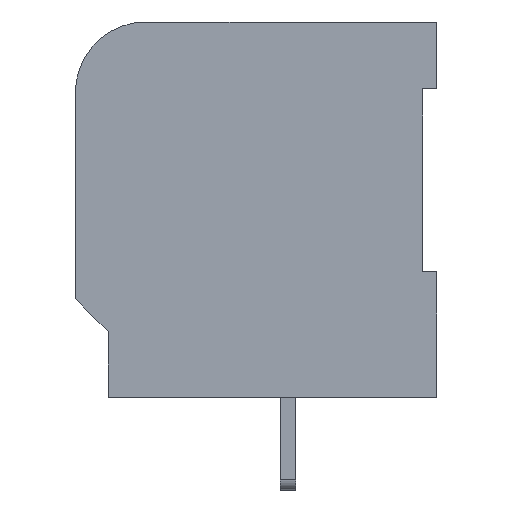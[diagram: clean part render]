
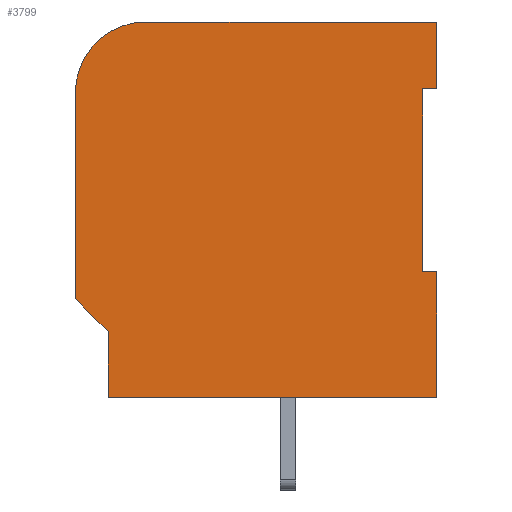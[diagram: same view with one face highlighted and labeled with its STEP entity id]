
A CAD part, left-side view. The second image highlights one B-rep face of the part: STEP entity #3799.
In plain terms, the highlighted planar face has unit normal (-1, 0, 0).
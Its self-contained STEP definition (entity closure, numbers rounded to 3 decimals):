
#72=DIRECTION('',(0.,0.,-1.));
#73=VECTOR('',#72,3.62);
#74=CARTESIAN_POINT('',(-12.04,-8.534,0.));
#75=LINE('',#74,#73);
#76=DIRECTION('',(0.,1.,0.));
#77=VECTOR('',#76,0.762);
#78=CARTESIAN_POINT('',(-12.04,-8.534,-3.62));
#79=LINE('',#78,#77);
#80=DIRECTION('',(0.,0.,-1.));
#81=VECTOR('',#80,9.906);
#82=CARTESIAN_POINT('',(-12.04,-7.772,-3.62));
#83=LINE('',#82,#81);
#84=DIRECTION('',(0.,-1.,0.));
#85=VECTOR('',#84,0.762);
#86=CARTESIAN_POINT('',(-12.04,-7.772,-13.526));
#87=LINE('',#86,#85);
#88=DIRECTION('',(0.,0.,-1.));
#89=VECTOR('',#88,6.795);
#90=CARTESIAN_POINT('',(-12.04,-8.534,-13.526));
#91=LINE('',#90,#89);
#92=DIRECTION('',(0.,1.,0.));
#93=VECTOR('',#92,17.78);
#94=CARTESIAN_POINT('',(-12.04,-8.534,-20.32));
#95=LINE('',#94,#93);
#96=DIRECTION('',(0.,0.,1.));
#97=VECTOR('',#96,3.556);
#98=CARTESIAN_POINT('',(-12.04,9.246,-20.32));
#99=LINE('',#98,#97);
#100=DIRECTION('',(0.,0.707,0.707));
#101=VECTOR('',#100,2.514);
#102=CARTESIAN_POINT('',(-12.04,9.246,-16.764));
#103=LINE('',#102,#101);
#104=DIRECTION('',(0.,0.,1.));
#105=VECTOR('',#104,11.176);
#106=CARTESIAN_POINT('',(-12.04,11.024,-14.986));
#107=LINE('',#106,#105);
#108=CARTESIAN_POINT('',(-12.04,7.214,-3.81));
#109=DIRECTION('',(1.,0.,0.));
#110=DIRECTION('',(0.,1.,0.));
#111=AXIS2_PLACEMENT_3D('',#108,#109,#110);
#113=DIRECTION('',(0.,-1.,0.));
#114=VECTOR('',#113,15.748);
#115=CARTESIAN_POINT('',(-12.04,7.214,0.));
#116=LINE('',#115,#114);
#2870=CARTESIAN_POINT('',(-12.04,7.214,0.));
#2871=CARTESIAN_POINT('',(-12.04,-8.534,0.));
#2872=VERTEX_POINT('',#2870);
#2873=VERTEX_POINT('',#2871);
#2874=CARTESIAN_POINT('',(-12.04,11.024,-14.986));
#2875=CARTESIAN_POINT('',(-12.04,11.024,-3.81));
#2876=VERTEX_POINT('',#2874);
#2877=VERTEX_POINT('',#2875);
#2878=CARTESIAN_POINT('',(-12.04,9.246,-16.764));
#2879=VERTEX_POINT('',#2878);
#2880=CARTESIAN_POINT('',(-12.04,9.246,-20.32));
#2881=VERTEX_POINT('',#2880);
#2882=CARTESIAN_POINT('',(-12.04,-8.534,-20.32));
#2883=VERTEX_POINT('',#2882);
#2884=CARTESIAN_POINT('',(-12.04,-8.534,-13.526));
#2885=VERTEX_POINT('',#2884);
#2946=CARTESIAN_POINT('',(-12.04,-8.534,-3.62));
#2947=VERTEX_POINT('',#2946);
#2948=CARTESIAN_POINT('',(-12.04,-7.772,-3.62));
#2949=VERTEX_POINT('',#2948);
#2950=CARTESIAN_POINT('',(-12.04,-7.772,-13.526));
#2951=VERTEX_POINT('',#2950);
#3770=CARTESIAN_POINT('',(-12.04,0.,0.));
#3771=DIRECTION('',(1.,0.,0.));
#3772=DIRECTION('',(0.,0.,-1.));
#3773=AXIS2_PLACEMENT_3D('',#3770,#3771,#3772);
#3774=PLANE('',#3773);
#3776=ORIENTED_EDGE('',*,*,#3775,.T.);
#3778=ORIENTED_EDGE('',*,*,#3777,.T.);
#3780=ORIENTED_EDGE('',*,*,#3779,.T.);
#3782=ORIENTED_EDGE('',*,*,#3781,.T.);
#3784=ORIENTED_EDGE('',*,*,#3783,.T.);
#3786=ORIENTED_EDGE('',*,*,#3785,.T.);
#3788=ORIENTED_EDGE('',*,*,#3787,.T.);
#3790=ORIENTED_EDGE('',*,*,#3789,.T.);
#3792=ORIENTED_EDGE('',*,*,#3791,.T.);
#3794=ORIENTED_EDGE('',*,*,#3793,.T.);
#3796=ORIENTED_EDGE('',*,*,#3795,.T.);
#3797=EDGE_LOOP('',(#3776,#3778,#3780,#3782,#3784,#3786,#3788,#3790,#3792,#3794,
#3796));
#3798=FACE_OUTER_BOUND('',#3797,.F.);
#3799=ADVANCED_FACE('',(#3798),#3774,.F.);
#112=CIRCLE('',#111,3.81);
#3775=EDGE_CURVE('',#2873,#2947,#75,.T.);
#3777=EDGE_CURVE('',#2947,#2949,#79,.T.);
#3779=EDGE_CURVE('',#2949,#2951,#83,.T.);
#3781=EDGE_CURVE('',#2951,#2885,#87,.T.);
#3783=EDGE_CURVE('',#2885,#2883,#91,.T.);
#3785=EDGE_CURVE('',#2883,#2881,#95,.T.);
#3787=EDGE_CURVE('',#2881,#2879,#99,.T.);
#3789=EDGE_CURVE('',#2879,#2876,#103,.T.);
#3791=EDGE_CURVE('',#2876,#2877,#107,.T.);
#3793=EDGE_CURVE('',#2877,#2872,#112,.T.);
#3795=EDGE_CURVE('',#2872,#2873,#116,.T.);
